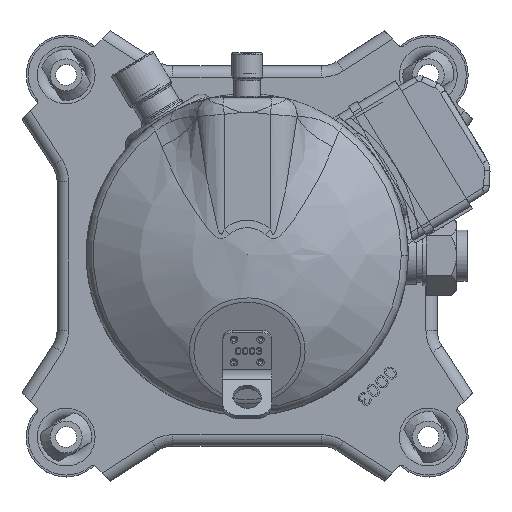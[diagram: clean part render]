
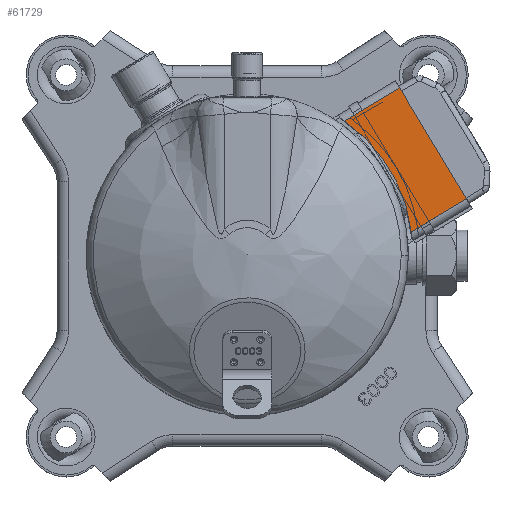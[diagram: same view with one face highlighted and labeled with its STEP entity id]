
A CAD part, top view. The second image highlights one B-rep face of the part: STEP entity #61729.
In plain terms, the highlighted face is planar.
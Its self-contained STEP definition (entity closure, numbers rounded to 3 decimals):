
#60014=CARTESIAN_POINT('',(-34.,54.,-80.168));
#60015=VERTEX_POINT('',#60014);
#60029=CARTESIAN_POINT('',(34.,54.,-80.168));
#60030=VERTEX_POINT('',#60029);
#60031=CARTESIAN_POINT('',(0.,54.,-5.));
#60032=DIRECTION('',(0.,-1.,0.));
#60033=DIRECTION('',(0.,0.,-1.));
#60034=AXIS2_PLACEMENT_3D('',#60031,#60032,#60033);
#60035=CIRCLE('',#60034,82.5);
#60036=EDGE_CURVE('',#60015,#60030,#60035,.T.);
#61445=CARTESIAN_POINT('',(34.,54.,-114.));
#61446=VERTEX_POINT('',#61445);
#61454=CARTESIAN_POINT('',(-34.,54.,-114.));
#61455=VERTEX_POINT('',#61454);
#61456=CARTESIAN_POINT('',(34.,54.,-114.));
#61457=DIRECTION('',(-1.,-0.,0.));
#61458=VECTOR('',#61457,68.);
#61459=LINE('',#61456,#61458);
#61460=EDGE_CURVE('',#61446,#61455,#61459,.T.);
#61703=CARTESIAN_POINT('',(-34.,54.,-80.168));
#61704=DIRECTION('',(0.,0.,-1.));
#61705=VECTOR('',#61704,33.832);
#61706=LINE('',#61703,#61705);
#61707=EDGE_CURVE('',#60015,#61455,#61706,.T.);
#61713=CARTESIAN_POINT('',(34.,54.,-79.));
#61714=DIRECTION('',(0.,-1.,0.));
#61715=DIRECTION('',(-1.,0.,0.));
#61716=AXIS2_PLACEMENT_3D('',#61713,#61714,#61715);
#61717=PLANE('',#61716);
#61718=ORIENTED_EDGE('',*,*,#61707,.T.);
#61719=ORIENTED_EDGE('',*,*,#61460,.F.);
#61720=CARTESIAN_POINT('',(34.,54.,-80.168));
#61721=DIRECTION('',(0.,0.,-1.));
#61722=VECTOR('',#61721,33.832);
#61723=LINE('',#61720,#61722);
#61724=EDGE_CURVE('',#60030,#61446,#61723,.T.);
#61725=ORIENTED_EDGE('',*,*,#61724,.F.);
#61726=ORIENTED_EDGE('',*,*,#60036,.F.);
#61727=EDGE_LOOP('',(#61718,#61719,#61725,#61726));
#61728=FACE_BOUND('',#61727,.T.);
#61729=ADVANCED_FACE('',(#61728),#61717,.T.);
